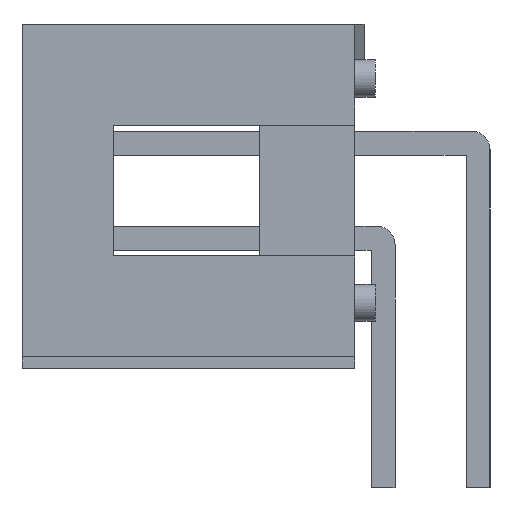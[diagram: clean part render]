
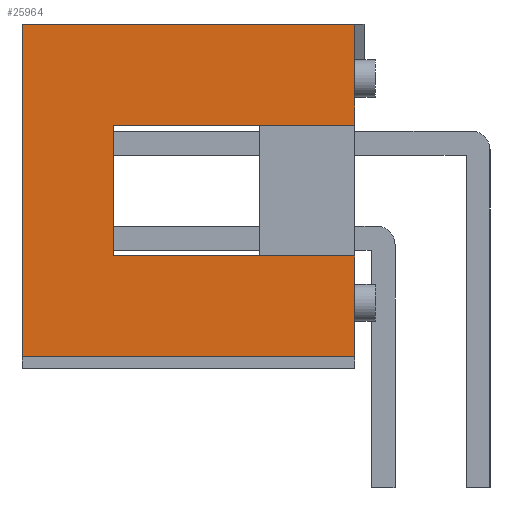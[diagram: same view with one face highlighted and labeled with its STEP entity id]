
A CAD part, left-side view. The second image highlights one B-rep face of the part: STEP entity #25964.
In plain terms, the highlighted planar face has unit normal (-1, 0, 0).
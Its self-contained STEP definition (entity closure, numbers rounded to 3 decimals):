
#24255=CARTESIAN_POINT('',(-42.01,8.48,6.5));
#24256=VERTEX_POINT('',#24255);
#24263=CARTESIAN_POINT('',(-42.01,8.48,3.));
#24264=VERTEX_POINT('',#24263);
#24265=CARTESIAN_POINT('',(-42.01,8.48,4.75));
#24266=DIRECTION('',(0.0,-0.0,1.0));
#24267=VECTOR('',#24266,1.0);
#24268=LINE('',#24265,#24267);
#24269=EDGE_CURVE('n� 1100',#24264,#24256,#24268,.T.);
#24293=CARTESIAN_POINT('',(-42.01,2.03,6.5));
#24294=VERTEX_POINT('',#24293);
#24301=CARTESIAN_POINT('',(-42.01,6.48,6.5));
#24302=DIRECTION('',(-0.0,-1.0,-0.0));
#24303=VECTOR('',#24302,1.0);
#24304=LINE('',#24301,#24303);
#24305=EDGE_CURVE('n� 1099',#24256,#24294,#24304,.T.);
#24317=CARTESIAN_POINT('',(-42.01,2.03,3.));
#24318=VERTEX_POINT('',#24317);
#24319=CARTESIAN_POINT('',(-42.01,6.48,3.));
#24320=DIRECTION('',(-0.0,1.0,0.));
#24321=VECTOR('',#24320,1.0);
#24322=LINE('',#24319,#24321);
#24323=EDGE_CURVE('n� 1093',#24318,#24264,#24322,.T.);
#25151=CARTESIAN_POINT('',(-42.01,10.93,0.3));
#25152=VERTEX_POINT('',#25151);
#25159=CARTESIAN_POINT('',(-42.01,10.93,9.2));
#25160=VERTEX_POINT('',#25159);
#25161=CARTESIAN_POINT('',(-42.01,10.93,4.75));
#25162=DIRECTION('',(-0.0,0.0,-1.0));
#25163=VECTOR('',#25162,1.0);
#25164=LINE('',#25161,#25163);
#25165=EDGE_CURVE('n� 1096',#25160,#25152,#25164,.T.);
#25891=CARTESIAN_POINT('',(-42.01,2.03,9.2));
#25892=VERTEX_POINT('',#25891);
#25893=CARTESIAN_POINT('',(-42.01,6.48,9.2));
#25894=DIRECTION('',(0.0,1.0,0.0));
#25895=VECTOR('',#25894,1.0);
#25896=LINE('',#25893,#25895);
#25897=EDGE_CURVE('n� 1097',#25892,#25160,#25896,.T.);
#25932=CARTESIAN_POINT('',(-42.01,2.03,0.3));
#25933=VERTEX_POINT('',#25932);
#25934=CARTESIAN_POINT('',(-42.01,2.03,4.6));
#25935=DIRECTION('',(0.0,0.0,-1.0));
#25936=VECTOR('',#25935,1.0);
#25937=LINE('',#25934,#25936);
#25938=EDGE_CURVE('n� 113',#24318,#25933,#25937,.T.);
#25939=ORIENTED_EDGE('',*,*,#25938,.F.);
#25940=ORIENTED_EDGE('',*,*,#24323,.T.);
#25941=ORIENTED_EDGE('',*,*,#24269,.T.);
#25942=ORIENTED_EDGE('',*,*,#24305,.T.);
#25943=CARTESIAN_POINT('',(-42.01,2.03,4.6));
#25944=DIRECTION('',(0.0,0.0,-1.0));
#25945=VECTOR('',#25944,1.0);
#25946=LINE('',#25943,#25945);
#25947=EDGE_CURVE('n� 117',#25892,#24294,#25946,.T.);
#25948=ORIENTED_EDGE('',*,*,#25947,.F.);
#25949=ORIENTED_EDGE('',*,*,#25897,.T.);
#25950=ORIENTED_EDGE('',*,*,#25165,.T.);
#25951=CARTESIAN_POINT('',(-42.01,6.48,0.3));
#25952=DIRECTION('',(0.0,1.0,0.0));
#25953=VECTOR('',#25952,1.0);
#25954=LINE('',#25951,#25953);
#25955=EDGE_CURVE('n� 1074',#25933,#25152,#25954,.T.);
#25956=ORIENTED_EDGE('',*,*,#25955,.F.);
#25957=EDGE_LOOP('',(#25939,#25940,#25941,#25942,#25948,#25949,#25950,#25956));
#25958=FACE_OUTER_BOUND('',#25957,.T.);
#25959=CARTESIAN_POINT('',(-42.01,2.03,0.3));
#25960=DIRECTION('',(-1.0,0.0,0.0));
#25961=DIRECTION('',(0.0,-0.0,1.0));
#25962=AXIS2_PLACEMENT_3D('',#25959,#25960,#25961);
#25963=PLANE('',#25962);
#25964=ADVANCED_FACE('n� 1090',(#25958),#25963,.T.);
